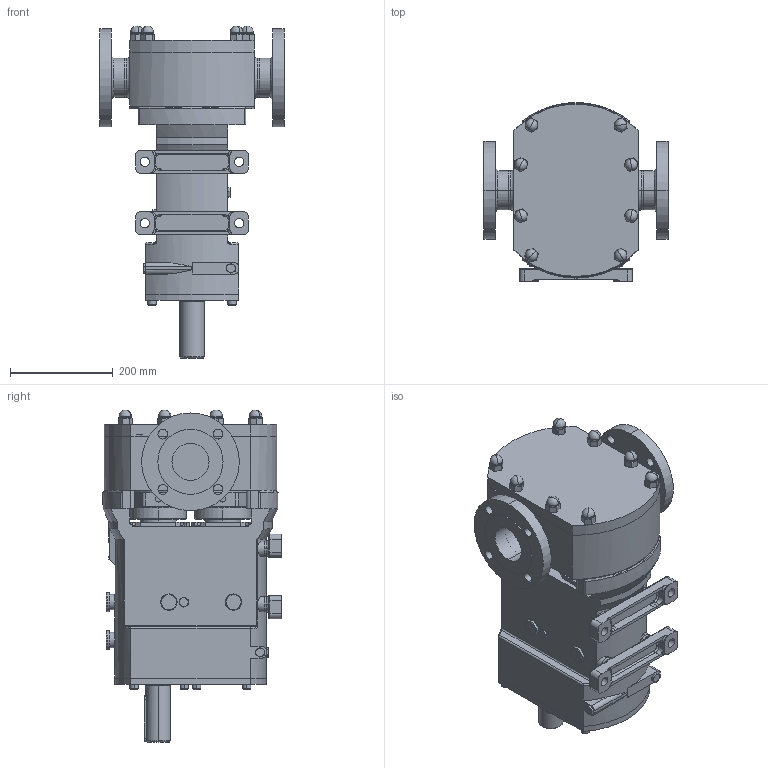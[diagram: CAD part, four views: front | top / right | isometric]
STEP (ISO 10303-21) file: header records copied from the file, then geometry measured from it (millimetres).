
FILE_DESCRIPTION (( 'STEP AP214' ), '1' );
FILE_NAME ('GA4082.STEP', '2024-11-07T16:35:05', ( '' ), ( '' ), 'SwSTEP 2.0', 'SolidWorks 2023', '' );
FILE_SCHEMA (( 'AUTOMOTIVE_DESIGN' ));
Length unit declared in the file: millimetre
Products named in the file (3): GA4082; Copy of CP40S-0180 H TSD^GA4082; Copy of Z94-5301-55 - 3 INCH ASA 150^GA4082
Assembly tree (3 placements, depth 2):
  GA4082
    Copy of CP40S-0180 H TSD^GA4082
    Copy of Z94-5301-55 - 3 INCH ASA 150^GA4082  x2
Bounding box: 362 x 348 x 647.37 mm (x, y, z)
Volume: 27327237.8 mm3; surface area: 1032579 mm2
Topology: 3 solids, 3 shells, 959 faces, 2502 edges, 1474 vertices
Faces by surface type: plane 367, cylinder 291, torus 132, bspline 116, cone 37, sphere 16
Entity records: 34448 total; most frequent: CARTESIAN_POINT 12428, ORIENTED_EDGE 4644, DIRECTION 4611, EDGE_CURVE 2322, AXIS2_PLACEMENT_3D 1772, VERTEX_POINT 1424, LINE 1067, VECTOR 1067
